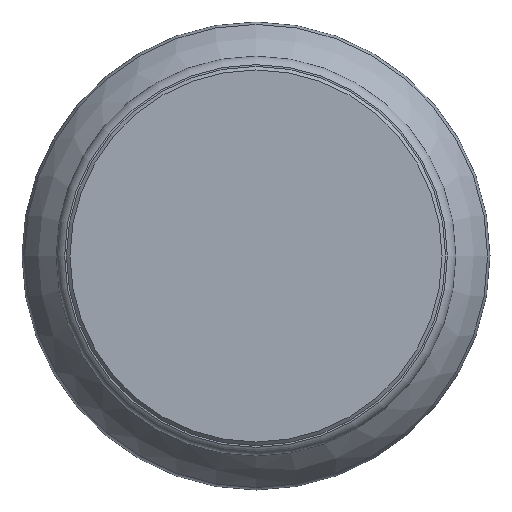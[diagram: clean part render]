
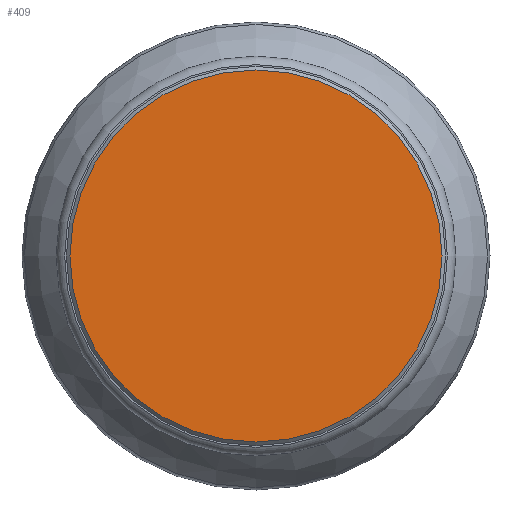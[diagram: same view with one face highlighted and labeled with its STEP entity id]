
A CAD part, left-side view. The second image highlights one B-rep face of the part: STEP entity #409.
In plain terms, the highlighted planar face has unit normal (-1, 0, 0).
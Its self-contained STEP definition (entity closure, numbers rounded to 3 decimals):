
#22=PLANE('',#501);
#73=FACE_OUTER_BOUND('',#95,.T.);
#95=EDGE_LOOP('',(#375));
#150=CIRCLE('',#500,52.5);
#196=VERTEX_POINT('',#811);
#258=EDGE_CURVE('',#196,#196,#150,.T.);
#375=ORIENTED_EDGE('',*,*,#258,.F.);
#409=ADVANCED_FACE('',(#73),#22,.T.);
#500=AXIS2_PLACEMENT_3D('',#813,#652,#653);
#501=AXIS2_PLACEMENT_3D('',#814,#654,#655);
#652=DIRECTION('center_axis',(1.,0.,0.));
#653=DIRECTION('ref_axis',(0.,-1.,0.));
#654=DIRECTION('center_axis',(-1.,0.,0.));
#655=DIRECTION('ref_axis',(0.,0.,1.));
#811=CARTESIAN_POINT('',(0.,52.5,0.));
#813=CARTESIAN_POINT('Origin',(0.,0.,0.));
#814=CARTESIAN_POINT('Origin',(0.,26.75,0.));
